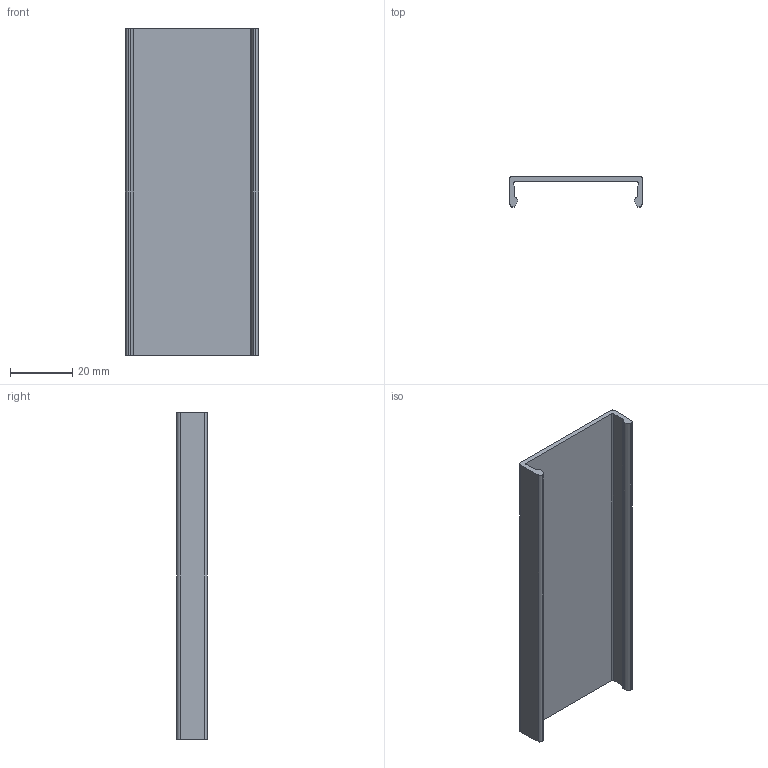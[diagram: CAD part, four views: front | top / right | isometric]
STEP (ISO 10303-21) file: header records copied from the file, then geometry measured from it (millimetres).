
FILE_DESCRIPTION(/* description */ ('DISO O 715'),/* implementation_level */ '2;1');
FILE_NAME(/* name */ 'mb-n_diffusor_125.stp',/* time_stamp */ '2018-04-06T10:59:40+02:00',/* author */ ('S. Sandt'),/* organization */ ('di-soric GmbH & Co. KG'),/* preprocessor_version */ 'ST-DEVELOPER v17',/* originating_system */ 'Autodesk Inventor 2018',/* authorisation */ '');
FILE_SCHEMA (('AUTOMOTIVE_DESIGN { 1 0 10303 214 3 1 1 }'));
Length unit declared in the file: millimetre
Products named in the file (1): Diffusor 125
Bounding box: 42.95 x 9.74 x 105 mm (x, y, z)
Volume: 9739.2 mm3; surface area: 12911.9 mm2
Topology: 1 solids, 1 shells, 22 faces, 60 edges, 40 vertices
Faces by surface type: plane 12, cylinder 10
Entity records: 743 total; most frequent: DIRECTION 126, CARTESIAN_POINT 123, ORIENTED_EDGE 120, EDGE_CURVE 60, AXIS2_PLACEMENT_3D 43, LINE 40, VECTOR 40, VERTEX_POINT 40
